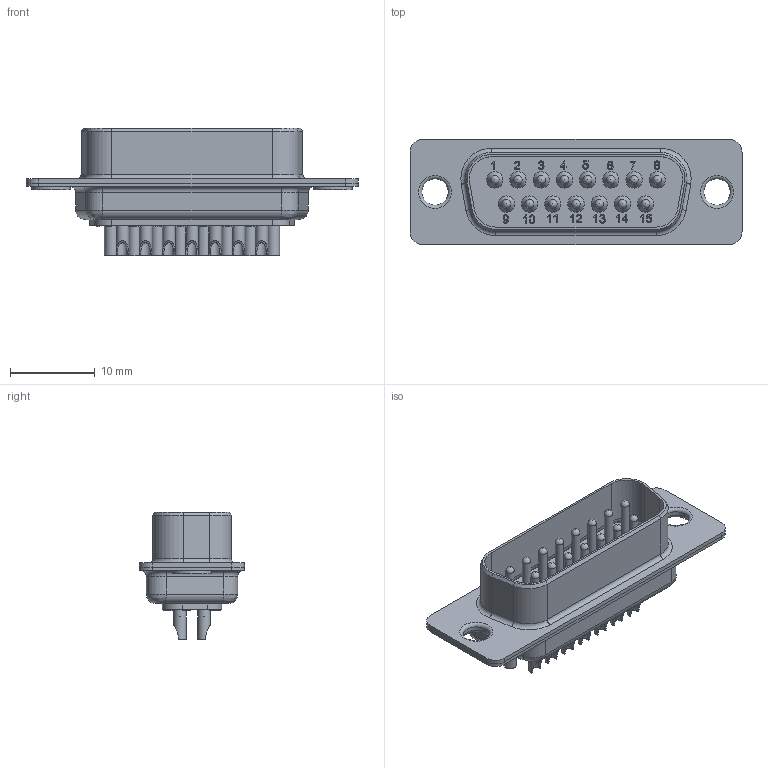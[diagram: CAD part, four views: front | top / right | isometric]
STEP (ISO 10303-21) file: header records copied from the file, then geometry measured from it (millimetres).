
FILE_DESCRIPTION(/* description */ ('I15P'),/* implementation_level */ '2;1');
FILE_NAME(/* name */ 'K050005.stp',/* time_stamp */ '2017-04-28T16:53:39+02:00',/* author */ ('M. Rickli'),/* organization */ (''),/* preprocessor_version */ 'ST-DEVELOPER v15.6',/* originating_system */ 'Autodesk Inventor 2015',/* authorisation */ '');
FILE_SCHEMA (('AUTOMOTIVE_DESIGN { 1 0 10303 214 3 1 1 }'));
Length unit declared in the file: millimetre
Products named in the file (5): N00403_BG; R+B00919_BG; R+B00153_BG; R+B00148_BG; K050005
Assembly tree (18 placements, depth 2):
  K050005
    N00403_BG
    R+B00919_BG  x15
    R+B00153_BG
    R+B00148_BG
Bounding box: 39.2 x 12.4 x 15.1 mm (x, y, z)
Volume: 1653.4 mm3; surface area: 4813.4 mm2
Topology: 18 solids, 18 shells, 1035 faces, 2485 edges, 1609 vertices
Faces by surface type: plane 466, cylinder 281, bspline 155, cone 94, torus 24, sphere 15
Full cylindrical faces by diameter (mm): 0.242 x1, 0.281 x1, 1 x15, 1.2 x15, 1.5 x15, 1.6 x15, 1.602 x30, 1.92 x15, 1.94 x15, 1.96 x30, 2.23 x15, 2.3 x15, 3.1 x2, 3.9 x2, 4.06 x2, 4.6 x2
Entity records: 24022 total; most frequent: CARTESIAN_POINT 8011, ORIENTED_EDGE 3382, DIRECTION 2831, EDGE_CURVE 1691, VERTEX_POINT 1140, LINE 1093, VECTOR 1093, EDGE_LOOP 881
